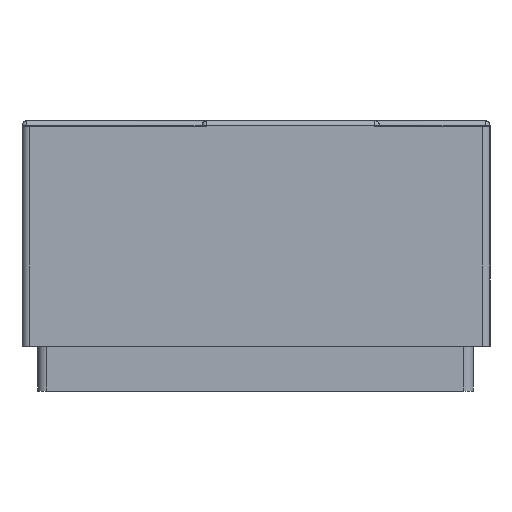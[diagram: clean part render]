
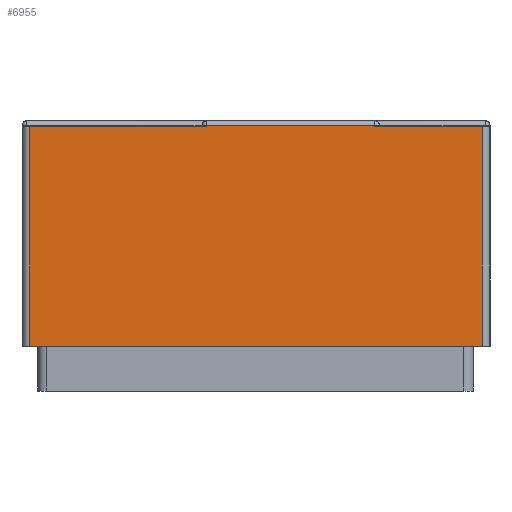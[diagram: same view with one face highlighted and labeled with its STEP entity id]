
A CAD part, left-side view. The second image highlights one B-rep face of the part: STEP entity #6955.
In plain terms, the highlighted planar face has unit normal (-1, 0, 0).
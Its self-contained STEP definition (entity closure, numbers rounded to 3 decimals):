
#914=ORIENTED_EDGE('',*,*,#2020,.F.);
#915=ORIENTED_EDGE('',*,*,#2021,.F.);
#916=ORIENTED_EDGE('',*,*,#2022,.T.);
#917=ORIENTED_EDGE('',*,*,#2023,.T.);
#918=ORIENTED_EDGE('',*,*,#2024,.T.);
#919=ORIENTED_EDGE('',*,*,#2025,.T.);
#920=ORIENTED_EDGE('',*,*,#2026,.T.);
#921=ORIENTED_EDGE('',*,*,#2027,.T.);
#2020=EDGE_CURVE('',#2622,#2623,#3176,.T.);
#2021=EDGE_CURVE('',#2624,#2622,#3177,.T.);
#2022=EDGE_CURVE('',#2624,#2625,#3178,.T.);
#2023=EDGE_CURVE('',#2625,#2626,#3179,.T.);
#2024=EDGE_CURVE('',#2626,#2627,#3180,.T.);
#2025=EDGE_CURVE('',#2627,#2628,#3181,.F.);
#2026=EDGE_CURVE('',#2628,#2629,#3182,.T.);
#2027=EDGE_CURVE('',#2629,#2623,#3183,.T.);
#2622=VERTEX_POINT('',#9693);
#2623=VERTEX_POINT('',#9694);
#2624=VERTEX_POINT('',#9696);
#2625=VERTEX_POINT('',#9698);
#2626=VERTEX_POINT('',#9700);
#2627=VERTEX_POINT('',#9702);
#2628=VERTEX_POINT('',#9704);
#2629=VERTEX_POINT('',#9706);
#3176=LINE('',#9692,#3766);
#3177=LINE('',#9695,#3767);
#3178=LINE('',#9697,#3768);
#3179=LINE('',#9699,#3769);
#3180=LINE('',#9701,#3770);
#3181=LINE('',#9703,#3771);
#3182=LINE('',#9705,#3772);
#3183=LINE('',#9707,#3773);
#3766=VECTOR('',#8163,1000.);
#3767=VECTOR('',#8164,1000.);
#3768=VECTOR('',#8165,1000.);
#3769=VECTOR('',#8166,1000.);
#3770=VECTOR('',#8167,1000.);
#3771=VECTOR('',#8168,1000.);
#3772=VECTOR('',#8169,1000.);
#3773=VECTOR('',#8170,1000.);
#4136=EDGE_LOOP('',(#914,#915,#916,#917,#918,#919,#920,#921));
#4446=FACE_BOUND('',#4136,.T.);
#4737=PLANE('',#7254);
#6955=ADVANCED_FACE('',(#4446),#4737,.T.);
#7254=AXIS2_PLACEMENT_3D('',#9691,#8161,#8162);
#8161=DIRECTION('',(-1.,0.,0.));
#8162=DIRECTION('',(0.,-1.,0.));
#8163=DIRECTION('',(0.,1.,0.));
#8164=DIRECTION('',(0.,0.,-1.));
#8165=DIRECTION('',(0.,1.,0.));
#8166=DIRECTION('',(0.,0.,1.));
#8167=DIRECTION('',(0.,1.,0.));
#8168=DIRECTION('',(0.,0.,1.));
#8169=DIRECTION('',(0.,1.,0.));
#8170=DIRECTION('',(0.,0.,-1.));
#9691=CARTESIAN_POINT('',(-3.2,-1.465,1.75));
#9692=CARTESIAN_POINT('',(-3.2,-1.465,0.29));
#9693=CARTESIAN_POINT('',(-3.2,-1.465,0.29));
#9694=CARTESIAN_POINT('',(-3.2,1.465,0.29));
#9695=CARTESIAN_POINT('',(-3.2,-1.465,1.75));
#9696=CARTESIAN_POINT('',(-3.2,-1.465,1.713));
#9697=CARTESIAN_POINT('',(-3.2,-1.465,1.713));
#9698=CARTESIAN_POINT('',(-3.2,-0.769,1.713));
#9699=CARTESIAN_POINT('',(-3.2,-0.769,1.75));
#9700=CARTESIAN_POINT('',(-3.2,-0.769,1.72));
#9701=CARTESIAN_POINT('',(-3.2,0.32,1.72));
#9702=CARTESIAN_POINT('',(-3.2,0.32,1.72));
#9703=CARTESIAN_POINT('',(-3.2,0.32,1.75));
#9704=CARTESIAN_POINT('',(-3.2,0.32,1.713));
#9705=CARTESIAN_POINT('',(-3.2,0.35,1.713));
#9706=CARTESIAN_POINT('',(-3.2,1.465,1.713));
#9707=CARTESIAN_POINT('',(-3.2,1.465,1.75));
